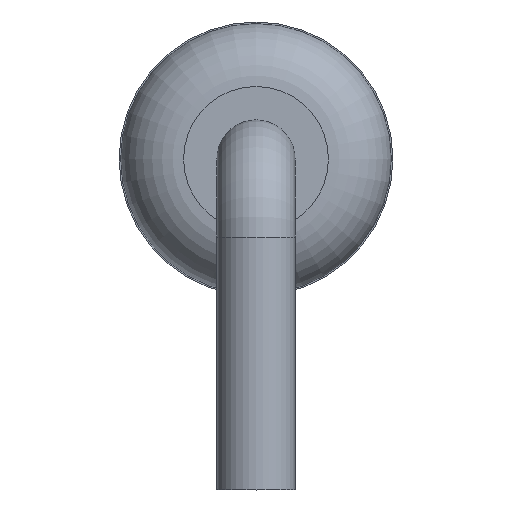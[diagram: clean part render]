
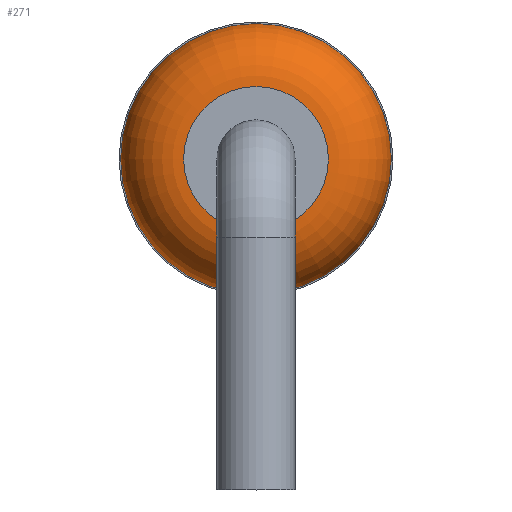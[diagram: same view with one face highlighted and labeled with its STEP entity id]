
A CAD part, left-side view. The second image highlights one B-rep face of the part: STEP entity #271.
In plain terms, the highlighted toroidal (fillet/blend) face has major radius 0.46 mm and minor radius 0.4 mm.
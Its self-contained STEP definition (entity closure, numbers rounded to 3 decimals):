
#251 = VERTEX_POINT('',#252);
#252 = CARTESIAN_POINT('',(-1.503,0.,0.14));
#260 = EDGE_CURVE('',#251,#251,#261,.T.);
#261 = CIRCLE('',#262,0.86);
#262 = AXIS2_PLACEMENT_3D('',#263,#264,#265);
#263 = CARTESIAN_POINT('',(-1.503,0.,1.));
#264 = DIRECTION('',(1.,0.,0.));
#265 = DIRECTION('',(0.,0.,-1.));
#271 = ADVANCED_FACE('',(#272),#292,.T.);
#272 = FACE_BOUND('',#273,.T.);
#273 = EDGE_LOOP('',(#274,#283,#290,#291));
#274 = ORIENTED_EDGE('',*,*,#275,.T.);
#275 = EDGE_CURVE('',#276,#276,#278,.T.);
#276 = VERTEX_POINT('',#277);
#277 = CARTESIAN_POINT('',(-1.903,0.,0.54));
#278 = CIRCLE('',#279,0.46);
#279 = AXIS2_PLACEMENT_3D('',#280,#281,#282);
#280 = CARTESIAN_POINT('',(-1.903,0.,1.));
#281 = DIRECTION('',(1.,0.,0.));
#282 = DIRECTION('',(0.,0.,-1.));
#283 = ORIENTED_EDGE('',*,*,#284,.F.);
#284 = EDGE_CURVE('',#251,#276,#285,.T.);
#285 = CIRCLE('',#286,0.4);
#286 = AXIS2_PLACEMENT_3D('',#287,#288,#289);
#287 = CARTESIAN_POINT('',(-1.503,0.,0.54));
#288 = DIRECTION('',(0.,1.,0.));
#289 = DIRECTION('',(0.,0.,-1.));
#290 = ORIENTED_EDGE('',*,*,#260,.F.);
#291 = ORIENTED_EDGE('',*,*,#284,.T.);
#292 = TOROIDAL_SURFACE('',#293,0.46,0.4);
#293 = AXIS2_PLACEMENT_3D('',#294,#295,#296);
#294 = CARTESIAN_POINT('',(-1.503,0.,1.));
#295 = DIRECTION('',(-1.,0.,0.));
#296 = DIRECTION('',(0.,0.,-1.));
